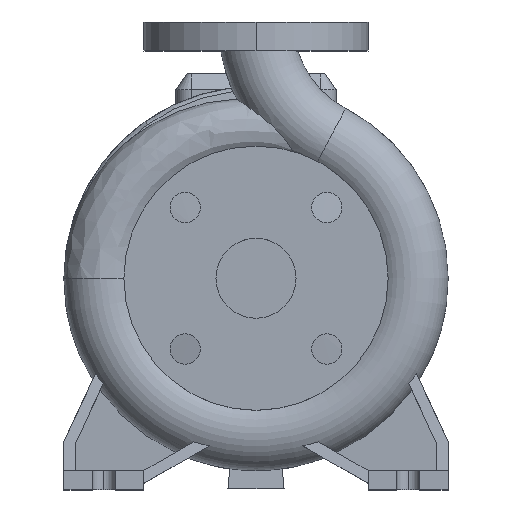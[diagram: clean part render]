
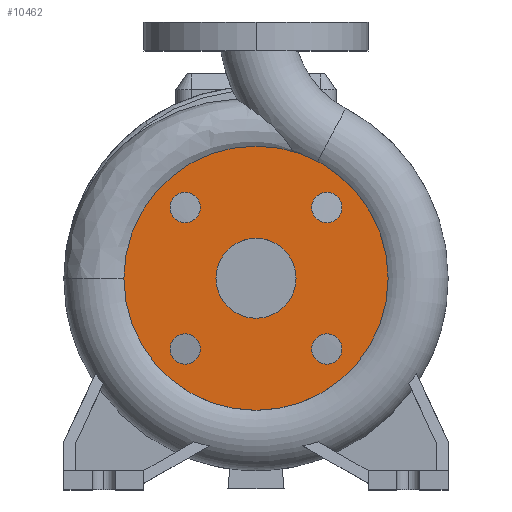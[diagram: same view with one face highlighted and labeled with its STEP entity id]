
A CAD part, top view. The second image highlights one B-rep face of the part: STEP entity #10462.
In plain terms, the highlighted planar face has unit normal (0, 0, 1).
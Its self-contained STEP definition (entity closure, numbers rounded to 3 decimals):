
#14 = DIRECTION ( 'NONE',  ( 0., 0., 1. ) ) ;
#77 = DIRECTION ( 'NONE',  ( 1., 0., 0. ) ) ;
#212 = AXIS2_PLACEMENT_3D ( 'NONE', #9790, #10911, #9846 ) ;
#769 = EDGE_CURVE ( 'NONE', #1898, #9163, #2704, .T. ) ;
#900 = FACE_BOUND ( 'NONE', #12112, .T. ) ;
#909 = CARTESIAN_POINT ( 'NONE',  ( 34.694, -44.194, 80. ) ) ;
#933 = CARTESIAN_POINT ( 'NONE',  ( 44.194, -44.194, 80. ) ) ;
#1066 = AXIS2_PLACEMENT_3D ( 'NONE', #933, #9475, #4830 ) ;
#1113 = DIRECTION ( 'NONE',  ( 1., 0., 0. ) ) ;
#1210 = VERTEX_POINT ( 'NONE', #909 ) ;
#1218 = CARTESIAN_POINT ( 'NONE',  ( 0., 0., 80. ) ) ;
#1250 = CIRCLE ( 'NONE', #9890, 9.5 ) ;
#1543 = AXIS2_PLACEMENT_3D ( 'NONE', #9586, #14, #11536 ) ;
#1607 = EDGE_CURVE ( 'NONE', #6855, #12466, #3115, .T. ) ;
#1848 = ORIENTED_EDGE ( 'NONE', *, *, #9213, .F. ) ;
#1853 = CARTESIAN_POINT ( 'NONE',  ( 53.694, 44.194, 80. ) ) ;
#1898 = VERTEX_POINT ( 'NONE', #4713 ) ;
#2071 = CIRCLE ( 'NONE', #11096, 82.5 ) ;
#2137 = AXIS2_PLACEMENT_3D ( 'NONE', #2645, #11433, #4724 ) ;
#2148 = ORIENTED_EDGE ( 'NONE', *, *, #5753, .F. ) ;
#2166 = VERTEX_POINT ( 'NONE', #7421 ) ;
#2435 = EDGE_LOOP ( 'NONE', ( #7166, #11026 ) ) ;
#2500 = CIRCLE ( 'NONE', #6309, 9.5 ) ;
#2516 = CARTESIAN_POINT ( 'NONE',  ( 0., 0., 80. ) ) ;
#2599 = DIRECTION ( 'NONE',  ( 1., 0., 0. ) ) ;
#2645 = CARTESIAN_POINT ( 'NONE',  ( 44.194, 44.194, 80. ) ) ;
#2704 = CIRCLE ( 'NONE', #5122, 82.5 ) ;
#2706 = DIRECTION ( 'NONE',  ( 0., 0., 1. ) ) ;
#2782 = EDGE_CURVE ( 'NONE', #9163, #1898, #2071, .T. ) ;
#3032 = AXIS2_PLACEMENT_3D ( 'NONE', #1218, #11603, #6949 ) ;
#3069 = CIRCLE ( 'NONE', #6880, 9.5 ) ;
#3115 = CIRCLE ( 'NONE', #10130, 25. ) ;
#3145 = DIRECTION ( 'NONE',  ( 1., 0., 0. ) ) ;
#3414 = DIRECTION ( 'NONE',  ( 1., 0., 0. ) ) ;
#3437 = CIRCLE ( 'NONE', #212, 9.5 ) ;
#3550 = CIRCLE ( 'NONE', #1543, 9.5 ) ;
#3681 = DIRECTION ( 'NONE',  ( 0., 0., 1. ) ) ;
#3798 = FACE_OUTER_BOUND ( 'NONE', #7871, .T. ) ;
#4006 = CARTESIAN_POINT ( 'NONE',  ( -44.194, 44.194, 80. ) ) ;
#4160 = ORIENTED_EDGE ( 'NONE', *, *, #8890, .F. ) ;
#4428 = CARTESIAN_POINT ( 'NONE',  ( -25., 0., 80. ) ) ;
#4488 = DIRECTION ( 'NONE',  ( 0., 0., 1. ) ) ;
#4713 = CARTESIAN_POINT ( 'NONE',  ( 82.5, 0., 80. ) ) ;
#4724 = DIRECTION ( 'NONE',  ( 1., 0., 0. ) ) ;
#4830 = DIRECTION ( 'NONE',  ( 1., 0., 0. ) ) ;
#4993 = EDGE_CURVE ( 'NONE', #11987, #8851, #2500, .T. ) ;
#5035 = EDGE_CURVE ( 'NONE', #8851, #11987, #8924, .T. ) ;
#5085 = VERTEX_POINT ( 'NONE', #1853 ) ;
#5122 = AXIS2_PLACEMENT_3D ( 'NONE', #2516, #2706, #5602 ) ;
#5406 = CARTESIAN_POINT ( 'NONE',  ( 34.694, 44.194, 80. ) ) ;
#5497 = DIRECTION ( 'NONE',  ( 0., 0., -1. ) ) ;
#5602 = DIRECTION ( 'NONE',  ( 1., 0., 0. ) ) ;
#5617 = CARTESIAN_POINT ( 'NONE',  ( 0., 0., 80. ) ) ;
#5753 = EDGE_CURVE ( 'NONE', #7115, #1210, #7097, .T. ) ;
#5958 = DIRECTION ( 'NONE',  ( 0., 0., 1. ) ) ;
#6309 = AXIS2_PLACEMENT_3D ( 'NONE', #6571, #3681, #9453 ) ;
#6561 = FACE_BOUND ( 'NONE', #8401, .T. ) ;
#6571 = CARTESIAN_POINT ( 'NONE',  ( -44.194, -44.194, 80. ) ) ;
#6855 = VERTEX_POINT ( 'NONE', #12121 ) ;
#6880 = AXIS2_PLACEMENT_3D ( 'NONE', #4006, #5958, #1113 ) ;
#6949 = DIRECTION ( 'NONE',  ( 1., 0., 0. ) ) ;
#7097 = CIRCLE ( 'NONE', #1066, 9.5 ) ;
#7110 = EDGE_CURVE ( 'NONE', #1210, #7115, #3437, .T. ) ;
#7115 = VERTEX_POINT ( 'NONE', #11803 ) ;
#7166 = ORIENTED_EDGE ( 'NONE', *, *, #1607, .F. ) ;
#7421 = CARTESIAN_POINT ( 'NONE',  ( -34.694, 44.194, 80. ) ) ;
#7473 = EDGE_CURVE ( 'NONE', #12466, #6855, #8452, .T. ) ;
#7500 = DIRECTION ( 'NONE',  ( 0., 0., 1. ) ) ;
#7509 = CARTESIAN_POINT ( 'NONE',  ( 0., 82.5, 80. ) ) ;
#7574 = FACE_BOUND ( 'NONE', #12360, .T. ) ;
#7871 = EDGE_LOOP ( 'NONE', ( #8341, #10756 ) ) ;
#8341 = ORIENTED_EDGE ( 'NONE', *, *, #769, .T. ) ;
#8401 = EDGE_LOOP ( 'NONE', ( #11867, #10957 ) ) ;
#8439 = DIRECTION ( 'NONE',  ( -1., 0., 0. ) ) ;
#8452 = CIRCLE ( 'NONE', #3032, 25. ) ;
#8504 = PLANE ( 'NONE',  #11374 ) ;
#8518 = DIRECTION ( 'NONE',  ( 0., 0., 1. ) ) ;
#8580 = EDGE_LOOP ( 'NONE', ( #2148, #11323 ) ) ;
#8851 = VERTEX_POINT ( 'NONE', #10806 ) ;
#8890 = EDGE_CURVE ( 'NONE', #11348, #2166, #1250, .T. ) ;
#8924 = CIRCLE ( 'NONE', #10728, 9.5 ) ;
#9163 = VERTEX_POINT ( 'NONE', #10415 ) ;
#9213 = EDGE_CURVE ( 'NONE', #2166, #11348, #3069, .T. ) ;
#9423 = EDGE_CURVE ( 'NONE', #12257, #5085, #10765, .T. ) ;
#9453 = DIRECTION ( 'NONE',  ( 1., 0., 0. ) ) ;
#9475 = DIRECTION ( 'NONE',  ( 0., 0., 1. ) ) ;
#9586 = CARTESIAN_POINT ( 'NONE',  ( 44.194, 44.194, 80. ) ) ;
#9790 = CARTESIAN_POINT ( 'NONE',  ( 44.194, -44.194, 80. ) ) ;
#9846 = DIRECTION ( 'NONE',  ( 1., 0., 0. ) ) ;
#9890 = AXIS2_PLACEMENT_3D ( 'NONE', #11688, #11755, #3145 ) ;
#9906 = EDGE_CURVE ( 'NONE', #5085, #12257, #3550, .T. ) ;
#10130 = AXIS2_PLACEMENT_3D ( 'NONE', #5617, #7500, #2599 ) ;
#10322 = CARTESIAN_POINT ( 'NONE',  ( 0., 0., 80. ) ) ;
#10324 = FACE_BOUND ( 'NONE', #8580, .T. ) ;
#10345 = ORIENTED_EDGE ( 'NONE', *, *, #5035, .F. ) ;
#10388 = FACE_BOUND ( 'NONE', #2435, .T. ) ;
#10415 = CARTESIAN_POINT ( 'NONE',  ( -82.5, 0., 80. ) ) ;
#10462 = ADVANCED_FACE ( 'NONE', ( #10388, #3798, #6561, #900, #7574, #10324 ), #8504, .F. ) ;
#10727 = ORIENTED_EDGE ( 'NONE', *, *, #4993, .F. ) ;
#10728 = AXIS2_PLACEMENT_3D ( 'NONE', #11596, #8518, #77 ) ;
#10756 = ORIENTED_EDGE ( 'NONE', *, *, #2782, .T. ) ;
#10765 = CIRCLE ( 'NONE', #2137, 9.5 ) ;
#10806 = CARTESIAN_POINT ( 'NONE',  ( -53.694, -44.194, 80. ) ) ;
#10911 = DIRECTION ( 'NONE',  ( 0., 0., 1. ) ) ;
#10957 = ORIENTED_EDGE ( 'NONE', *, *, #9423, .F. ) ;
#11026 = ORIENTED_EDGE ( 'NONE', *, *, #7473, .F. ) ;
#11096 = AXIS2_PLACEMENT_3D ( 'NONE', #10322, #4488, #3414 ) ;
#11323 = ORIENTED_EDGE ( 'NONE', *, *, #7110, .F. ) ;
#11348 = VERTEX_POINT ( 'NONE', #12445 ) ;
#11374 = AXIS2_PLACEMENT_3D ( 'NONE', #7509, #5497, #8439 ) ;
#11433 = DIRECTION ( 'NONE',  ( 0., 0., 1. ) ) ;
#11536 = DIRECTION ( 'NONE',  ( 1., 0., 0. ) ) ;
#11596 = CARTESIAN_POINT ( 'NONE',  ( -44.194, -44.194, 80. ) ) ;
#11603 = DIRECTION ( 'NONE',  ( 0., 0., 1. ) ) ;
#11688 = CARTESIAN_POINT ( 'NONE',  ( -44.194, 44.194, 80. ) ) ;
#11755 = DIRECTION ( 'NONE',  ( 0., 0., 1. ) ) ;
#11803 = CARTESIAN_POINT ( 'NONE',  ( 53.694, -44.194, 80. ) ) ;
#11867 = ORIENTED_EDGE ( 'NONE', *, *, #9906, .F. ) ;
#11987 = VERTEX_POINT ( 'NONE', #12014 ) ;
#12014 = CARTESIAN_POINT ( 'NONE',  ( -34.694, -44.194, 80. ) ) ;
#12112 = EDGE_LOOP ( 'NONE', ( #1848, #4160 ) ) ;
#12121 = CARTESIAN_POINT ( 'NONE',  ( 25., 0., 80. ) ) ;
#12257 = VERTEX_POINT ( 'NONE', #5406 ) ;
#12360 = EDGE_LOOP ( 'NONE', ( #10727, #10345 ) ) ;
#12445 = CARTESIAN_POINT ( 'NONE',  ( -53.694, 44.194, 80. ) ) ;
#12466 = VERTEX_POINT ( 'NONE', #4428 ) ;
